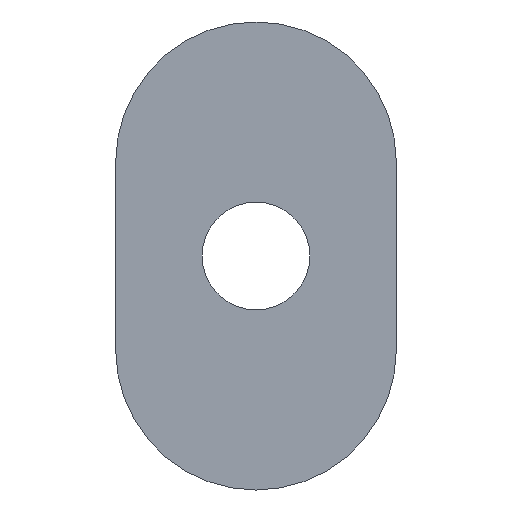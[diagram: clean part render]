
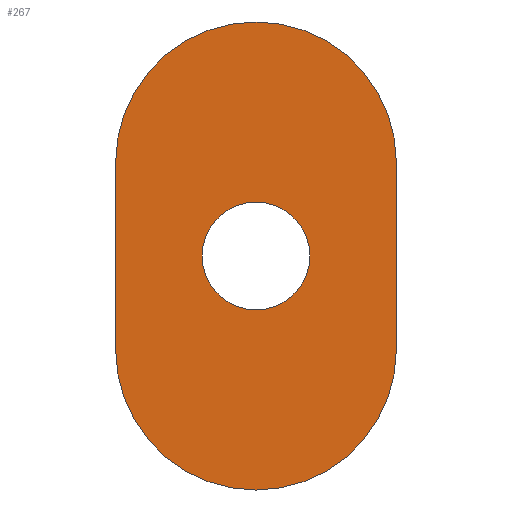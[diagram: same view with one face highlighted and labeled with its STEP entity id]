
A CAD part, front view. The second image highlights one B-rep face of the part: STEP entity #267.
In plain terms, the highlighted planar face has unit normal (0, -1, 0).
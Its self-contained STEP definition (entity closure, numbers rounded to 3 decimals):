
#20=FACE_BOUND($,#72,.T.);
#27=PLANE($,#293);
#38=CIRCLE($,#289,15.);
#39=CIRCLE($,#292,15.);
#40=CIRCLE($,#294,5.75);
#54=FACE_OUTER_BOUND($,#71,.T.);
#71=EDGE_LOOP($,(#231,#232,#233,#234));
#72=EDGE_LOOP($,(#235));
#84=LINE($,#745,#96);
#88=LINE($,#754,#100);
#96=VECTOR($,#336,20.);
#100=VECTOR($,#346,20.);
#135=VERTEX_POINT($,#742);
#136=VERTEX_POINT($,#744);
#137=VERTEX_POINT($,#748);
#138=VERTEX_POINT($,#752);
#139=VERTEX_POINT($,#758);
#169=EDGE_CURVE($,#136,#135,#84,.T.);
#171=EDGE_CURVE($,#137,#135,#38,.T.);
#174=EDGE_CURVE($,#137,#138,#88,.T.);
#175=EDGE_CURVE($,#136,#138,#39,.T.);
#176=EDGE_CURVE($,#139,#139,#40,.T.);
#231=ORIENTED_EDGE($,*,*,#171,.F.);
#232=ORIENTED_EDGE($,*,*,#174,.T.);
#233=ORIENTED_EDGE($,*,*,#175,.F.);
#234=ORIENTED_EDGE($,*,*,#169,.T.);
#235=ORIENTED_EDGE($,*,*,#176,.T.);
#267=ADVANCED_FACE($,(#54,#20),#27,.F.);
#289=AXIS2_PLACEMENT_3D($,#749,#340,#341);
#292=AXIS2_PLACEMENT_3D($,#756,#349,#350);
#293=AXIS2_PLACEMENT_3D($,#757,#351,#352);
#294=AXIS2_PLACEMENT_3D($,#759,#353,#354);
#336=DIRECTION($,(0.,0.,-1.));
#340=DIRECTION('center_axis',(0.,1.,0.));
#341=DIRECTION('ref_axis',(-0.707,0.,-0.707));
#346=DIRECTION($,(0.,0.,1.));
#349=DIRECTION('center_axis',(0.,1.,0.));
#350=DIRECTION('ref_axis',(-0.707,0.,0.707));
#351=DIRECTION('center_axis',(0.,1.,0.));
#352=DIRECTION('ref_axis',(0.,0.,1.));
#353=DIRECTION('center_axis',(0.,1.,0.));
#354=DIRECTION('ref_axis',(-1.,0.,0.));
#742=CARTESIAN_POINT('',(-15.,-4.,-10.));
#744=CARTESIAN_POINT('',(-15.,-4.,10.));
#745=CARTESIAN_POINT($,(-15.,-4.,20.));
#748=CARTESIAN_POINT('',(15.,-4.,-10.));
#749=CARTESIAN_POINT('Origin',(0.,-4.,-10.));
#752=CARTESIAN_POINT('',(15.,-4.,10.));
#754=CARTESIAN_POINT($,(15.,-4.,-20.));
#756=CARTESIAN_POINT('Origin',(0.,-4.,10.));
#757=CARTESIAN_POINT('Origin',(0.,-4.,-13.069));
#758=CARTESIAN_POINT('',(5.75,-4.,0.));
#759=CARTESIAN_POINT('Origin',(0.,-4.,0.));
